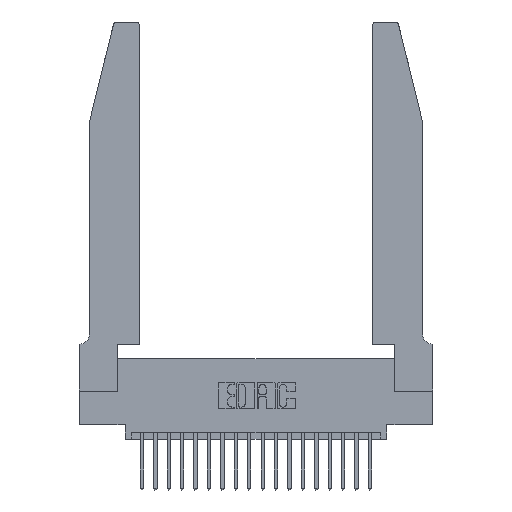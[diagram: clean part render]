
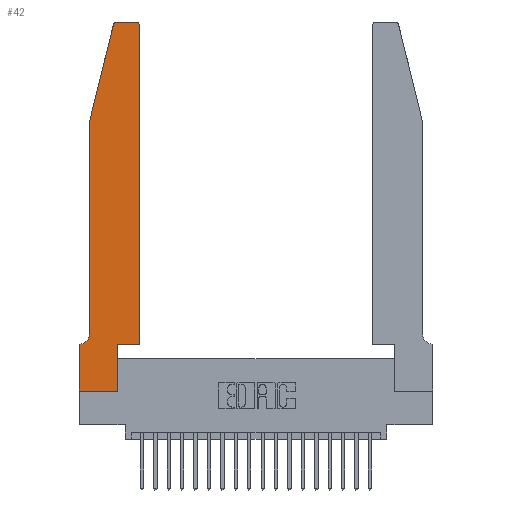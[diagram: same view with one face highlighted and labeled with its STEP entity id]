
A CAD part, top view. The second image highlights one B-rep face of the part: STEP entity #42.
In plain terms, the highlighted planar face has unit normal (0, 0, 1).
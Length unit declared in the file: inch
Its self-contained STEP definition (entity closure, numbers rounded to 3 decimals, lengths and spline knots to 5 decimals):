
#42 = ADVANCED_FACE ( 'NONE', ( #17261 ), #19700, .T. ) ;
#417 = LINE ( 'NONE', #11895, #9093 ) ;
#486 = VERTEX_POINT ( 'NONE', #19093 ) ;
#805 = CARTESIAN_POINT ( 'NONE',  ( 0.284, 2.72, 0.37 ) ) ;
#831 = EDGE_CURVE ( 'NONE', #8947, #863, #19122, .T. ) ;
#863 = VERTEX_POINT ( 'NONE', #17112 ) ;
#1040 = CIRCLE ( 'NONE', #2413, 0.03 ) ;
#1161 = DIRECTION ( 'NONE',  ( -0.239, -0.971, 0. ) ) ;
#1198 = EDGE_CURVE ( 'NONE', #1372, #3332, #17257, .T. ) ;
#1356 = ORIENTED_EDGE ( 'NONE', *, *, #831, .T. ) ;
#1372 = VERTEX_POINT ( 'NONE', #14302 ) ;
#1578 = DIRECTION ( 'NONE',  ( 0., -1., 0. ) ) ;
#1686 = VERTEX_POINT ( 'NONE', #18317 ) ;
#2251 = ORIENTED_EDGE ( 'NONE', *, *, #15865, .T. ) ;
#2411 = VERTEX_POINT ( 'NONE', #15131 ) ;
#2413 = AXIS2_PLACEMENT_3D ( 'NONE', #8069, #20109, #9850 ) ;
#2561 = DIRECTION ( 'NONE',  ( 1., 0., 0. ) ) ;
#2632 = EDGE_CURVE ( 'NONE', #486, #13845, #3968, .T. ) ;
#2970 = ORIENTED_EDGE ( 'NONE', *, *, #12362, .T. ) ;
#3048 = AXIS2_PLACEMENT_3D ( 'NONE', #17132, #6784, #18834 ) ;
#3332 = VERTEX_POINT ( 'NONE', #16031 ) ;
#3433 = CIRCLE ( 'NONE', #3048, 0.07 ) ;
#3582 = VECTOR ( 'NONE', #1161, 39.37008 ) ;
#3684 = AXIS2_PLACEMENT_3D ( 'NONE', #15606, #16314, #16336 ) ;
#3777 = LINE ( 'NONE', #16831, #8369 ) ;
#3968 = LINE ( 'NONE', #9524, #22224 ) ;
#4598 = ORIENTED_EDGE ( 'NONE', *, *, #1198, .T. ) ;
#4693 = VERTEX_POINT ( 'NONE', #12984 ) ;
#5418 = VECTOR ( 'NONE', #11878, 39.37008 ) ;
#5943 = LINE ( 'NONE', #10154, #5418 ) ;
#6095 = ORIENTED_EDGE ( 'NONE', *, *, #2632, .T. ) ;
#6200 = DIRECTION ( 'NONE',  ( -1., 0., 0. ) ) ;
#6784 = DIRECTION ( 'NONE',  ( 0., 0., -1. ) ) ;
#7015 = VECTOR ( 'NONE', #6200, 39.37008 ) ;
#8069 = CARTESIAN_POINT ( 'NONE',  ( 0.4205, 2.72, 0.37 ) ) ;
#8369 = VECTOR ( 'NONE', #18529, 39.37008 ) ;
#8518 = ORIENTED_EDGE ( 'NONE', *, *, #10471, .T. ) ;
#8629 = LINE ( 'NONE', #13911, #17265 ) ;
#8637 = ORIENTED_EDGE ( 'NONE', *, *, #20540, .T. ) ;
#8947 = VERTEX_POINT ( 'NONE', #20364 ) ;
#9093 = VECTOR ( 'NONE', #1578, 39.37008 ) ;
#9524 = CARTESIAN_POINT ( 'NONE',  ( 0., 0., 0.37 ) ) ;
#9850 = DIRECTION ( 'NONE',  ( 1., 0., 0. ) ) ;
#10061 = CARTESIAN_POINT ( 'NONE',  ( 0.2865, 0., 0.37 ) ) ;
#10154 = CARTESIAN_POINT ( 'NONE',  ( 0.0755, 2., 0.37 ) ) ;
#10448 = AXIS2_PLACEMENT_3D ( 'NONE', #805, #12948, #2561 ) ;
#10471 = EDGE_CURVE ( 'NONE', #4693, #12772, #21301, .T. ) ;
#10791 = CARTESIAN_POINT ( 'NONE',  ( 0., 0.35, 0.37 ) ) ;
#11012 = VECTOR ( 'NONE', #15564, 39.37008 ) ;
#11377 = CARTESIAN_POINT ( 'NONE',  ( 0.2605, 2.75, 0.37 ) ) ;
#11795 = EDGE_CURVE ( 'NONE', #3332, #8947, #1040, .T. ) ;
#11878 = DIRECTION ( 'NONE',  ( 0., -1., 0. ) ) ;
#11895 = CARTESIAN_POINT ( 'NONE',  ( 0., 0., 0.37 ) ) ;
#12134 = EDGE_CURVE ( 'NONE', #2411, #12447, #3777, .T. ) ;
#12148 = CARTESIAN_POINT ( 'NONE',  ( 0.2865, 0.35, 0.37 ) ) ;
#12186 = ORIENTED_EDGE ( 'NONE', *, *, #16941, .T. ) ;
#12362 = EDGE_CURVE ( 'NONE', #13845, #18417, #8629, .T. ) ;
#12391 = ORIENTED_EDGE ( 'NONE', *, *, #15809, .T. ) ;
#12447 = VERTEX_POINT ( 'NONE', #10791 ) ;
#12772 = VERTEX_POINT ( 'NONE', #13440 ) ;
#12948 = DIRECTION ( 'NONE',  ( 0., 0., 1. ) ) ;
#12984 = CARTESIAN_POINT ( 'NONE',  ( 0.25487, 2.72718, 0.37 ) ) ;
#13440 = CARTESIAN_POINT ( 'NONE',  ( 0.0755, 2., 0.37 ) ) ;
#13455 = EDGE_LOOP ( 'NONE', ( #1356, #16319, #8518, #8637, #12391, #17234, #12186, #6095, #2970, #2251, #4598, #14644 ) ) ;
#13718 = DIRECTION ( 'NONE',  ( 0., 1., 0. ) ) ;
#13845 = VERTEX_POINT ( 'NONE', #10061 ) ;
#13911 = CARTESIAN_POINT ( 'NONE',  ( 0.2865, 0.35, 0.37 ) ) ;
#14302 = CARTESIAN_POINT ( 'NONE',  ( 0.4505, 0.35, 0.37 ) ) ;
#14644 = ORIENTED_EDGE ( 'NONE', *, *, #11795, .T. ) ;
#14846 = DIRECTION ( 'NONE',  ( 0., 1., 0. ) ) ;
#15021 = CARTESIAN_POINT ( 'NONE',  ( 0.0755, 2., 0.37 ) ) ;
#15131 = CARTESIAN_POINT ( 'NONE',  ( 0.0055, 0.35, 0.37 ) ) ;
#15538 = EDGE_CURVE ( 'NONE', #863, #4693, #17990, .T. ) ;
#15564 = DIRECTION ( 'NONE',  ( 1., 0., 0. ) ) ;
#15600 = LINE ( 'NONE', #18899, #11012 ) ;
#15606 = CARTESIAN_POINT ( 'NONE',  ( 0., 0.35, 0.37 ) ) ;
#15809 = EDGE_CURVE ( 'NONE', #1686, #2411, #3433, .T. ) ;
#15865 = EDGE_CURVE ( 'NONE', #18417, #1372, #15600, .T. ) ;
#16031 = CARTESIAN_POINT ( 'NONE',  ( 0.4505, 2.72, 0.37 ) ) ;
#16314 = DIRECTION ( 'NONE',  ( 0., 0., 1. ) ) ;
#16319 = ORIENTED_EDGE ( 'NONE', *, *, #15538, .T. ) ;
#16336 = DIRECTION ( 'NONE',  ( 1., 0., 0. ) ) ;
#16831 = CARTESIAN_POINT ( 'NONE',  ( 0.0755, 0.35, 0.37 ) ) ;
#16941 = EDGE_CURVE ( 'NONE', #12447, #486, #417, .T. ) ;
#17112 = CARTESIAN_POINT ( 'NONE',  ( 0.284, 2.75, 0.37 ) ) ;
#17132 = CARTESIAN_POINT ( 'NONE',  ( 0.0055, 0.42, 0.37 ) ) ;
#17234 = ORIENTED_EDGE ( 'NONE', *, *, #12134, .T. ) ;
#17257 = LINE ( 'NONE', #21131, #21215 ) ;
#17261 = FACE_OUTER_BOUND ( 'NONE', #13455, .T. ) ;
#17265 = VECTOR ( 'NONE', #13718, 39.37008 ) ;
#17990 = CIRCLE ( 'NONE', #10448, 0.03 ) ;
#18317 = CARTESIAN_POINT ( 'NONE',  ( 0.0755, 0.42, 0.37 ) ) ;
#18417 = VERTEX_POINT ( 'NONE', #12148 ) ;
#18529 = DIRECTION ( 'NONE',  ( -1., 0., 0. ) ) ;
#18834 = DIRECTION ( 'NONE',  ( -1., 0., 0. ) ) ;
#18899 = CARTESIAN_POINT ( 'NONE',  ( 0.4505, 0.35, 0.37 ) ) ;
#19093 = CARTESIAN_POINT ( 'NONE',  ( 0., 0., 0.37 ) ) ;
#19122 = LINE ( 'NONE', #11377, #7015 ) ;
#19150 = DIRECTION ( 'NONE',  ( 1., 0., 0. ) ) ;
#19700 = PLANE ( 'NONE',  #3684 ) ;
#20109 = DIRECTION ( 'NONE',  ( 0., 0., 1. ) ) ;
#20364 = CARTESIAN_POINT ( 'NONE',  ( 0.4205, 2.75, 0.37 ) ) ;
#20540 = EDGE_CURVE ( 'NONE', #12772, #1686, #5943, .T. ) ;
#21131 = CARTESIAN_POINT ( 'NONE',  ( 0.4505, 0.35, 0.37 ) ) ;
#21215 = VECTOR ( 'NONE', #14846, 39.37008 ) ;
#21301 = LINE ( 'NONE', #15021, #3582 ) ;
#22224 = VECTOR ( 'NONE', #19150, 39.37008 ) ;
